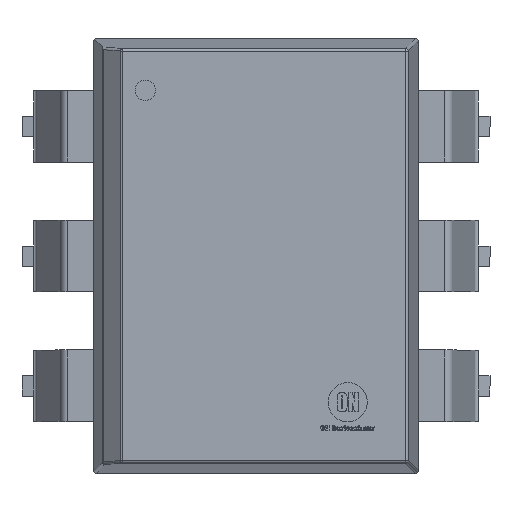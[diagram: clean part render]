
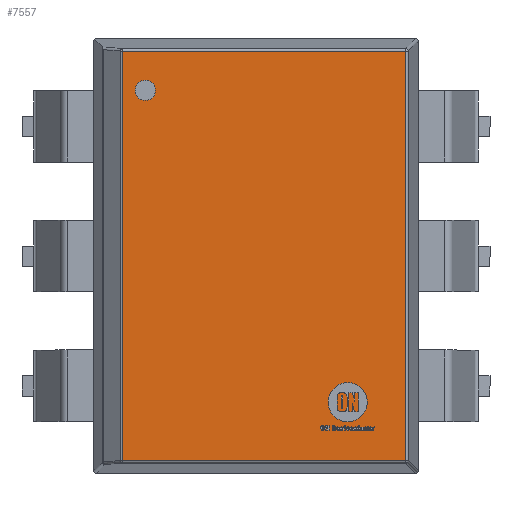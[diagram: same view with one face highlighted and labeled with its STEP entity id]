
A CAD part, top view. The second image highlights one B-rep face of the part: STEP entity #7557.
In plain terms, the highlighted planar face has unit normal (0, 0, 1).
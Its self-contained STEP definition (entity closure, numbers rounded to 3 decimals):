
#650=PLANE('',#8194);
#935=FACE_OUTER_BOUND('',#1373,.T.);
#1373=EDGE_LOOP('',(#5346,#5347,#5348,#5349));
#1812=LINE('',#10086,#2511);
#1836=LINE('',#10165,#2535);
#1838=LINE('',#10168,#2537);
#1842=LINE('',#10174,#2541);
#2511=VECTOR('',#8598,10.);
#2535=VECTOR('',#8686,10.);
#2537=VECTOR('',#8690,10.);
#2541=VECTOR('',#8698,10.);
#3287=VERTEX_POINT('',#10014);
#3313=VERTEX_POINT('',#10076);
#3316=VERTEX_POINT('',#10089);
#3325=VERTEX_POINT('',#10122);
#4079=EDGE_CURVE('',#3287,#3313,#1812,.T.);
#4120=EDGE_CURVE('',#3313,#3325,#1836,.T.);
#4122=EDGE_CURVE('',#3325,#3316,#1838,.T.);
#4126=EDGE_CURVE('',#3316,#3287,#1842,.T.);
#5346=ORIENTED_EDGE('',*,*,#4079,.F.);
#5347=ORIENTED_EDGE('',*,*,#4126,.F.);
#5348=ORIENTED_EDGE('',*,*,#4122,.F.);
#5349=ORIENTED_EDGE('',*,*,#4120,.F.);
#7557=ADVANCED_FACE('',(#935),#650,.T.);
#8194=AXIS2_PLACEMENT_3D('',#10197,#8727,#8728);
#8598=DIRECTION('',(0.,1.,0.));
#8686=DIRECTION('',(1.,0.,0.));
#8690=DIRECTION('',(0.,-1.,0.));
#8698=DIRECTION('',(-1.,0.,0.));
#8727=DIRECTION('center_axis',(0.,0.,1.));
#8728=DIRECTION('ref_axis',(1.,0.,0.));
#10014=CARTESIAN_POINT('',(-4.01,-2.624,4.7));
#10076=CARTESIAN_POINT('',(-4.01,2.93,4.7));
#10086=CARTESIAN_POINT('',(-4.01,0.794,4.7));
#10089=CARTESIAN_POINT('',(4.01,-2.624,4.7));
#10122=CARTESIAN_POINT('',(4.01,2.93,4.7));
#10165=CARTESIAN_POINT('',(1.064,2.93,4.7));
#10168=CARTESIAN_POINT('',(4.01,-0.794,4.7));
#10174=CARTESIAN_POINT('',(-0.532,-2.624,4.7));
#10197=CARTESIAN_POINT('Origin',(0.,0.,4.7));
